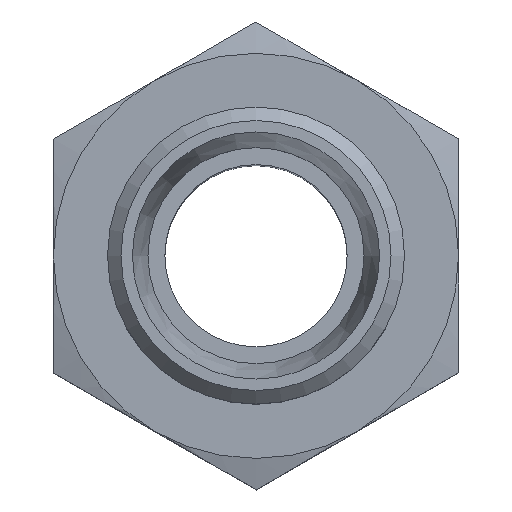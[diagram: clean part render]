
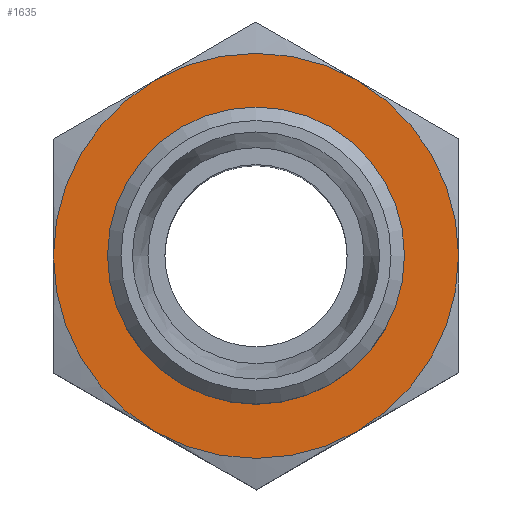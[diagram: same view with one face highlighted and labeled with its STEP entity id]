
A CAD part, top view. The second image highlights one B-rep face of the part: STEP entity #1635.
In plain terms, the highlighted planar face has unit normal (0, 0, 1).
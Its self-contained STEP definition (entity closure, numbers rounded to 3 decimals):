
#1269=CARTESIAN_POINT('',(2.058,19.718,51.0));
#1270=VERTEX_POINT('',#1269);
#1322=CARTESIAN_POINT('',(-12.942,19.709,51.0));
#1323=VERTEX_POINT('',#1322);
#1368=CARTESIAN_POINT('',(-20.434,6.714,51.0));
#1369=VERTEX_POINT('',#1368);
#1425=CARTESIAN_POINT('',(9.566,6.732,51.0));
#1426=VERTEX_POINT('',#1425);
#1427=CARTESIAN_POINT('',(-5.434,6.723,51.0));
#1428=DIRECTION('',(0.0,0.0,1.0));
#1429=DIRECTION('',(-1.0,0.0,0.0));
#1430=AXIS2_PLACEMENT_3D('',#1427,#1428,#1429);
#1431=CIRCLE('',#1430,15.);
#1432=EDGE_CURVE('',#1426,#1270,#1431,.T.);
#1457=CARTESIAN_POINT('',(2.073,-6.263,51.0));
#1458=VERTEX_POINT('',#1457);
#1472=CARTESIAN_POINT('',(9.566,6.723,51.0));
#1473=VERTEX_POINT('',#1472);
#1487=CARTESIAN_POINT('',(-5.434,6.723,51.0));
#1488=DIRECTION('',(0.0,0.0,1.0));
#1489=DIRECTION('',(-1.0,0.0,0.0));
#1490=AXIS2_PLACEMENT_3D('',#1487,#1488,#1489);
#1491=CIRCLE('',#1490,15.);
#1492=EDGE_CURVE('',#1458,#1473,#1491,.T.);
#1503=CARTESIAN_POINT('',(-5.434,6.723,51.0));
#1504=DIRECTION('',(0.0,0.0,1.0));
#1505=DIRECTION('',(-1.0,0.0,0.0));
#1506=AXIS2_PLACEMENT_3D('',#1503,#1504,#1505);
#1507=CIRCLE('',#1506,15.);
#1508=EDGE_CURVE('',#1270,#1323,#1507,.T.);
#1521=CARTESIAN_POINT('',(-12.926,-6.272,51.0));
#1522=VERTEX_POINT('',#1521);
#1549=CARTESIAN_POINT('',(-5.434,6.723,51.0));
#1550=DIRECTION('',(0.0,0.0,1.0));
#1551=DIRECTION('',(-1.0,0.0,0.0));
#1552=AXIS2_PLACEMENT_3D('',#1549,#1550,#1551);
#1553=CIRCLE('',#1552,15.);
#1554=EDGE_CURVE('',#1522,#1458,#1553,.T.);
#1565=CARTESIAN_POINT('',(-5.434,6.723,51.0));
#1566=DIRECTION('',(0.0,0.0,1.0));
#1567=DIRECTION('',(-1.0,0.0,0.0));
#1568=AXIS2_PLACEMENT_3D('',#1565,#1566,#1567);
#1569=CIRCLE('',#1568,15.);
#1570=EDGE_CURVE('',#1323,#1369,#1569,.T.);
#1595=CARTESIAN_POINT('',(-5.434,6.723,51.0));
#1596=DIRECTION('',(0.0,0.0,1.0));
#1597=DIRECTION('',(-1.0,0.0,0.0));
#1598=AXIS2_PLACEMENT_3D('',#1595,#1596,#1597);
#1599=CIRCLE('',#1598,15.);
#1600=EDGE_CURVE('',#1369,#1522,#1599,.T.);
#1605=CARTESIAN_POINT('',(-5.434,6.723,51.0));
#1606=DIRECTION('',(0.0,0.0,1.0));
#1607=DIRECTION('',(1.0,0.0,0.0));
#1608=AXIS2_PLACEMENT_3D('',#1605,#1606,#1607);
#1609=PLANE('',#1608);
#1610=ORIENTED_EDGE('',*,*,#1432,.T.);
#1611=ORIENTED_EDGE('',*,*,#1508,.T.);
#1612=ORIENTED_EDGE('',*,*,#1570,.T.);
#1613=ORIENTED_EDGE('',*,*,#1600,.T.);
#1614=ORIENTED_EDGE('',*,*,#1554,.T.);
#1615=ORIENTED_EDGE('',*,*,#1492,.T.);
#1616=CARTESIAN_POINT('',(9.566,6.732,51.0));
#1617=DIRECTION('',(0.001,-1.,0.0));
#1618=VECTOR('',#1617,0.009);
#1619=LINE('',#1616,#1618);
#1620=EDGE_CURVE('',#1426,#1473,#1619,.T.);
#1621=ORIENTED_EDGE('',*,*,#1620,.F.);
#1622=EDGE_LOOP('',(#1610,#1611,#1612,#1613,#1614,#1615,#1621));
#1623=FACE_OUTER_BOUND('',#1622,.T.);
#1624=CARTESIAN_POINT('',(5.416,6.723,51.0));
#1625=VERTEX_POINT('',#1624);
#1626=CARTESIAN_POINT('',(-5.434,6.723,51.0));
#1627=DIRECTION('',(0.0,0.0,1.0));
#1628=DIRECTION('',(-1.0,0.0,0.0));
#1629=AXIS2_PLACEMENT_3D('',#1626,#1627,#1628);
#1630=CIRCLE('',#1629,10.85);
#1631=EDGE_CURVE('',#1625,#1625,#1630,.T.);
#1632=ORIENTED_EDGE('',*,*,#1631,.F.);
#1633=EDGE_LOOP('',(#1632));
#1634=FACE_BOUND('',#1633,.T.);
#1635=ADVANCED_FACE('',(#1623,#1634),#1609,.T.);
